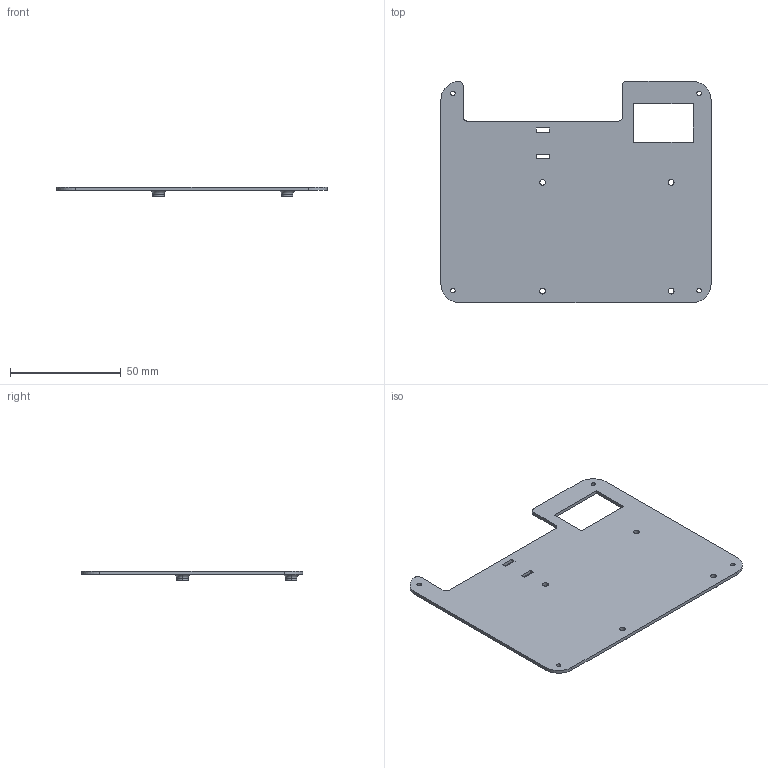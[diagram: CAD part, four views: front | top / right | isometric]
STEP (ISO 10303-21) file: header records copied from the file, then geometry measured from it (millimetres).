
FILE_DESCRIPTION (( 'STEP AP214' ), '1' );
FILE_NAME ('MHA_case_2.0_baseplate.STEP', '2019-10-21T07:28:33', ( '' ), ( '' ), 'SwSTEP 2.0', 'SolidWorks 2019', '' );
FILE_SCHEMA (( 'AUTOMOTIVE_DESIGN' ));
Length unit declared in the file: millimetre
Products named in the file (1): MHA_case_2.0_baseplate
Bounding box: 121.8 x 99.8 x 4.5 mm (x, y, z)
Volume: 15644 mm3; surface area: 21744.6 mm2
Topology: 1 solids, 1 shells, 65 faces, 169 edges, 110 vertices
Faces by surface type: cylinder 32, plane 25, torus 8
Entity records: 2097 total; most frequent: DIRECTION 381, CARTESIAN_POINT 345, ORIENTED_EDGE 338, EDGE_CURVE 169, AXIS2_PLACEMENT_3D 146, VERTEX_POINT 110, EDGE_LOOP 91, VECTOR 89
